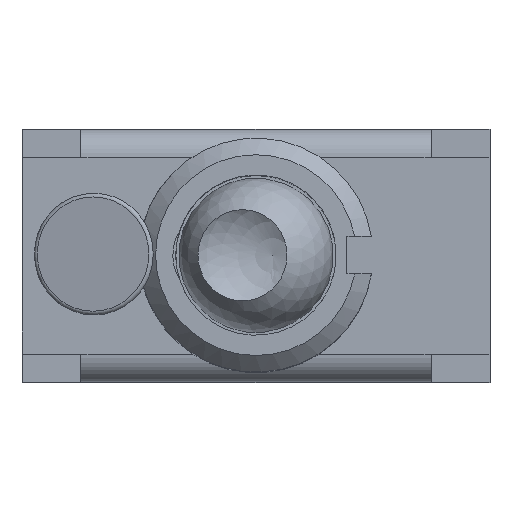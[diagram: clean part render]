
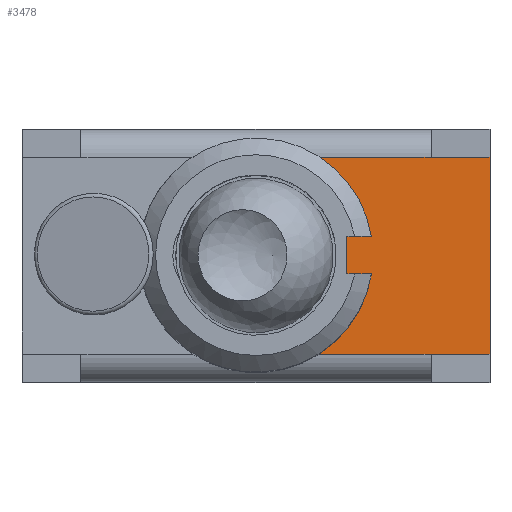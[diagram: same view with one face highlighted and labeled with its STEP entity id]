
A CAD part, top view. The second image highlights one B-rep face of the part: STEP entity #3478.
In plain terms, the highlighted planar face has unit normal (0, 0, 1).
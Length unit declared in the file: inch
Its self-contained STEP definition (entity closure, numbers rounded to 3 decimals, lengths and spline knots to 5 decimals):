
#124=PLANE('',#3789);
#359=FACE_OUTER_BOUND('',#574,.T.);
#574=EDGE_LOOP('',(#2842,#2843,#2844,#2845,#2846,#2847,#2848,#2849,#2850,
#2851));
#853=LINE('',#5465,#1251);
#856=LINE('',#5471,#1254);
#858=LINE('',#5474,#1256);
#864=LINE('',#5491,#1262);
#865=LINE('',#5493,#1263);
#866=LINE('',#5495,#1264);
#867=LINE('',#5497,#1265);
#868=LINE('',#5498,#1266);
#1251=VECTOR('',#4428,0.3937);
#1254=VECTOR('',#4433,0.3937);
#1256=VECTOR('',#4437,0.3937);
#1262=VECTOR('',#4455,0.3937);
#1263=VECTOR('',#4456,0.3937);
#1264=VECTOR('',#4457,0.3937);
#1265=VECTOR('',#4458,0.3937);
#1266=VECTOR('',#4459,0.3937);
#1541=CIRCLE('',#3785,0.125);
#1543=CIRCLE('',#3787,0.125);
#1713=VERTEX_POINT('',#5434);
#1715=VERTEX_POINT('',#5439);
#1722=VERTEX_POINT('',#5462);
#1723=VERTEX_POINT('',#5464);
#1724=VERTEX_POINT('',#5468);
#1725=VERTEX_POINT('',#5470);
#1730=VERTEX_POINT('',#5490);
#1731=VERTEX_POINT('',#5492);
#1732=VERTEX_POINT('',#5494);
#1733=VERTEX_POINT('',#5496);
#2112=EDGE_CURVE('',#1723,#1722,#853,.T.);
#2115=EDGE_CURVE('',#1725,#1724,#856,.T.);
#2117=EDGE_CURVE('',#1724,#1723,#858,.T.);
#2118=EDGE_CURVE('',#1715,#1725,#1541,.T.);
#2120=EDGE_CURVE('',#1722,#1713,#1543,.T.);
#2126=EDGE_CURVE('',#1713,#1730,#864,.T.);
#2127=EDGE_CURVE('',#1730,#1731,#865,.T.);
#2128=EDGE_CURVE('',#1731,#1732,#866,.T.);
#2129=EDGE_CURVE('',#1733,#1732,#867,.T.);
#2130=EDGE_CURVE('',#1715,#1733,#868,.T.);
#2842=ORIENTED_EDGE('',*,*,#2118,.T.);
#2843=ORIENTED_EDGE('',*,*,#2115,.T.);
#2844=ORIENTED_EDGE('',*,*,#2117,.T.);
#2845=ORIENTED_EDGE('',*,*,#2112,.T.);
#2846=ORIENTED_EDGE('',*,*,#2120,.T.);
#2847=ORIENTED_EDGE('',*,*,#2126,.T.);
#2848=ORIENTED_EDGE('',*,*,#2127,.T.);
#2849=ORIENTED_EDGE('',*,*,#2128,.T.);
#2850=ORIENTED_EDGE('',*,*,#2129,.F.);
#2851=ORIENTED_EDGE('',*,*,#2130,.F.);
#3478=ADVANCED_FACE('',(#359),#124,.T.);
#3785=AXIS2_PLACEMENT_3D('',#5476,#4440,#4441);
#3787=AXIS2_PLACEMENT_3D('',#5478,#4444,#4445);
#3789=AXIS2_PLACEMENT_3D('',#5489,#4453,#4454);
#4428=DIRECTION('',(1.,0.,0.));
#4433=DIRECTION('',(-1.,0.,0.));
#4437=DIRECTION('',(0.,-1.,0.));
#4440=DIRECTION('center_axis',(0.,0.,-1.));
#4441=DIRECTION('ref_axis',(0.987,0.161,0.));
#4444=DIRECTION('center_axis',(0.,0.,-1.));
#4445=DIRECTION('ref_axis',(0.987,0.161,0.));
#4453=DIRECTION('center_axis',(0.,0.,1.));
#4454=DIRECTION('ref_axis',(0.,-1.,0.));
#4455=DIRECTION('',(1.,0.,0.));
#4456=DIRECTION('',(1.,0.,0.));
#4457=DIRECTION('',(0.,1.,0.));
#4458=DIRECTION('',(1.,0.,0.));
#4459=DIRECTION('',(1.,0.,0.));
#5434=CARTESIAN_POINT('',(0.06764,-0.10512,0.35));
#5439=CARTESIAN_POINT('',(0.06764,0.10512,0.35));
#5462=CARTESIAN_POINT('',(0.12338,-0.02008,0.35));
#5464=CARTESIAN_POINT('',(0.09705,-0.02008,0.35));
#5465=CARTESIAN_POINT('',(0.04852,-0.02008,0.35));
#5468=CARTESIAN_POINT('',(0.09705,0.02008,0.35));
#5470=CARTESIAN_POINT('',(0.12338,0.02008,0.35));
#5471=CARTESIAN_POINT('',(0.06169,0.02008,0.35));
#5474=CARTESIAN_POINT('',(0.09705,0.0626,0.35));
#5476=CARTESIAN_POINT('Origin',(0.,0.,
0.35));
#5478=CARTESIAN_POINT('Origin',(0.,0.,
0.35));
#5489=CARTESIAN_POINT('Origin',(0.,0.10512,0.35));
#5490=CARTESIAN_POINT('',(0.18701,-0.10512,0.35));
#5491=CARTESIAN_POINT('',(0.,-0.10512,0.35));
#5492=CARTESIAN_POINT('',(0.25,-0.10512,0.35));
#5493=CARTESIAN_POINT('',(0.18701,-0.10512,0.35));
#5494=CARTESIAN_POINT('',(0.25,0.10512,0.35));
#5495=CARTESIAN_POINT('',(0.25,0.10512,0.35));
#5496=CARTESIAN_POINT('',(0.18701,0.10512,0.35));
#5497=CARTESIAN_POINT('',(0.18701,0.10512,0.35));
#5498=CARTESIAN_POINT('',(0.,0.10512,0.35));
